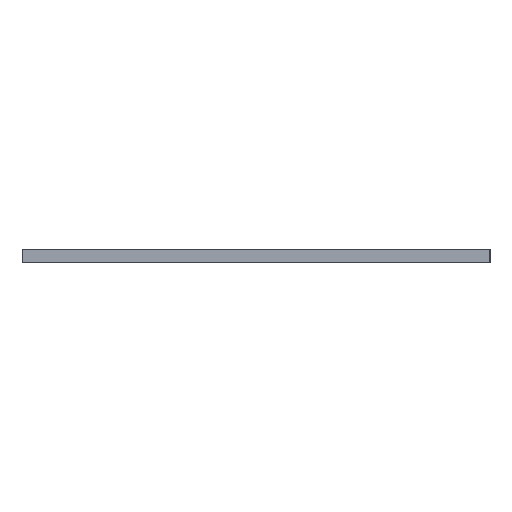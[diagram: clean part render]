
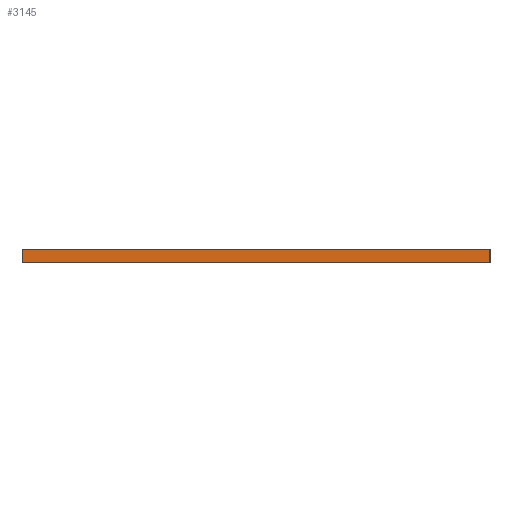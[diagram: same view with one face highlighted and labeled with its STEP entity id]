
A CAD part, left-side view. The second image highlights one B-rep face of the part: STEP entity #3145.
In plain terms, the highlighted planar face has unit normal (-1, 0, 0).
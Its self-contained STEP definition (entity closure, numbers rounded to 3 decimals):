
#435=FACE_OUTER_BOUND('',#589,.T.);
#589=EDGE_LOOP('',(#2599,#2600,#2601,#2602));
#931=LINE('',#5281,#1235);
#932=LINE('',#5283,#1236);
#933=LINE('',#5285,#1237);
#934=LINE('',#5286,#1238);
#1235=VECTOR('',#4367,10.);
#1236=VECTOR('',#4368,10.);
#1237=VECTOR('',#4369,10.);
#1238=VECTOR('',#4370,10.);
#1543=VERTEX_POINT('',#5279);
#1544=VERTEX_POINT('',#5280);
#1545=VERTEX_POINT('',#5282);
#1546=VERTEX_POINT('',#5284);
#1995=EDGE_CURVE('',#1543,#1544,#931,.T.);
#1996=EDGE_CURVE('',#1543,#1545,#932,.T.);
#1997=EDGE_CURVE('',#1546,#1545,#933,.T.);
#1998=EDGE_CURVE('',#1544,#1546,#934,.T.);
#2599=ORIENTED_EDGE('',*,*,#1995,.F.);
#2600=ORIENTED_EDGE('',*,*,#1996,.T.);
#2601=ORIENTED_EDGE('',*,*,#1997,.F.);
#2602=ORIENTED_EDGE('',*,*,#1998,.F.);
#2991=PLANE('',#3465);
#3145=ADVANCED_FACE('',(#435),#2991,.T.);
#3465=AXIS2_PLACEMENT_3D('',#5278,#4365,#4366);
#4365=DIRECTION('center_axis',(-1.,0.,0.));
#4366=DIRECTION('ref_axis',(0.,-1.,0.));
#4367=DIRECTION('',(0.,1.,0.));
#4368=DIRECTION('',(0.,0.,1.));
#4369=DIRECTION('',(0.,-1.,0.));
#4370=DIRECTION('',(0.,0.,1.));
#5278=CARTESIAN_POINT('Origin',(-10.,10.,15.));
#5279=CARTESIAN_POINT('',(-10.,-92.,15.));
#5280=CARTESIAN_POINT('',(-10.,10.,15.));
#5281=CARTESIAN_POINT('',(-10.,-92.,15.));
#5282=CARTESIAN_POINT('',(-10.,-92.,18.));
#5283=CARTESIAN_POINT('',(-10.,-92.,15.));
#5284=CARTESIAN_POINT('',(-10.,10.,18.));
#5285=CARTESIAN_POINT('',(-10.,-92.,18.));
#5286=CARTESIAN_POINT('',(-10.,10.,15.));
